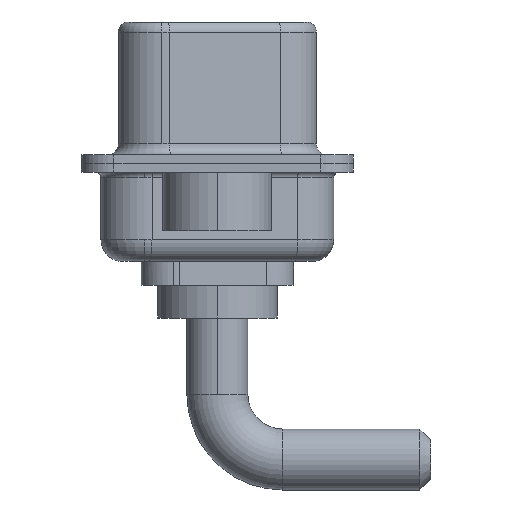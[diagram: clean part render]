
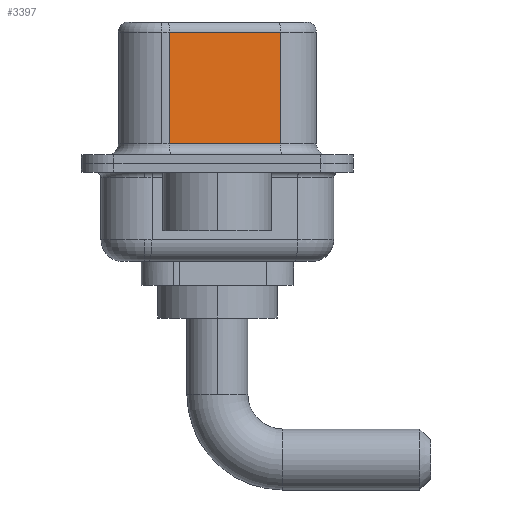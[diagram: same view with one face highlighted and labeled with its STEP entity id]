
A CAD part, left-side view. The second image highlights one B-rep face of the part: STEP entity #3397.
In plain terms, the highlighted planar face has unit normal (-0.985, -0.174, 0).
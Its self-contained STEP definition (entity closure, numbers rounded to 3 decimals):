
#341 = EDGE_CURVE ( 'NONE', #14855, #8408, #6400, .T. ) ;
#370 = CARTESIAN_POINT ( 'NONE',  ( 3.655, 2.203, 6.02 ) ) ;
#412 = VECTOR ( 'NONE', #11267, 1000. ) ;
#689 = DIRECTION ( 'NONE',  ( 0.985, 0.174, 0. ) ) ;
#708 = EDGE_CURVE ( 'NONE', #14855, #9636, #14984, .T. ) ;
#755 = ORIENTED_EDGE ( 'NONE', *, *, #341, .F. ) ;
#1298 = AXIS2_PLACEMENT_3D ( 'NONE', #4402, #689, #10375 ) ;
#2040 = FACE_OUTER_BOUND ( 'NONE', #10239, .T. ) ;
#3397 = ADVANCED_FACE ( 'NONE', ( #2040 ), #9409, .F. ) ;
#3810 = CARTESIAN_POINT ( 'NONE',  ( 4.555, -2.897, 0.9 ) ) ;
#4173 = EDGE_CURVE ( 'NONE', #14738, #8408, #4259, .T. ) ;
#4259 = LINE ( 'NONE', #3810, #15604 ) ;
#4402 = CARTESIAN_POINT ( 'NONE',  ( 4.555, -2.897, 6.52 ) ) ;
#4438 = LINE ( 'NONE', #9297, #9077 ) ;
#5080 = DIRECTION ( 'NONE',  ( 0.174, -0.985, 0. ) ) ;
#5810 = EDGE_CURVE ( 'NONE', #9636, #14738, #4438, .T. ) ;
#5883 = ORIENTED_EDGE ( 'NONE', *, *, #4173, .T. ) ;
#6389 = CARTESIAN_POINT ( 'NONE',  ( 3.655, 2.203, 0.9 ) ) ;
#6400 = LINE ( 'NONE', #12383, #412 ) ;
#6526 = CARTESIAN_POINT ( 'NONE',  ( 4.555, -2.897, 6.02 ) ) ;
#6879 = CARTESIAN_POINT ( 'NONE',  ( 4.555, -2.897, 0.9 ) ) ;
#7085 = ORIENTED_EDGE ( 'NONE', *, *, #5810, .T. ) ;
#7650 = DIRECTION ( 'NONE',  ( -0.174, 0.985, 0. ) ) ;
#8408 = VERTEX_POINT ( 'NONE', #6879 ) ;
#9077 = VECTOR ( 'NONE', #10566, 1000. ) ;
#9297 = CARTESIAN_POINT ( 'NONE',  ( 3.655, 2.203, 6.52 ) ) ;
#9409 = PLANE ( 'NONE',  #1298 ) ;
#9636 = VERTEX_POINT ( 'NONE', #370 ) ;
#10157 = CARTESIAN_POINT ( 'NONE',  ( 4.555, -2.897, 6.02 ) ) ;
#10239 = EDGE_LOOP ( 'NONE', ( #755, #13825, #7085, #5883 ) ) ;
#10375 = DIRECTION ( 'NONE',  ( -0.174, 0.985, 0. ) ) ;
#10566 = DIRECTION ( 'NONE',  ( 0., 0., -1. ) ) ;
#11267 = DIRECTION ( 'NONE',  ( 0., 0., -1. ) ) ;
#12383 = CARTESIAN_POINT ( 'NONE',  ( 4.555, -2.897, 6.52 ) ) ;
#13620 = VECTOR ( 'NONE', #7650, 1000. ) ;
#13825 = ORIENTED_EDGE ( 'NONE', *, *, #708, .T. ) ;
#14738 = VERTEX_POINT ( 'NONE', #6389 ) ;
#14855 = VERTEX_POINT ( 'NONE', #10157 ) ;
#14984 = LINE ( 'NONE', #6526, #13620 ) ;
#15604 = VECTOR ( 'NONE', #5080, 1000. ) ;
